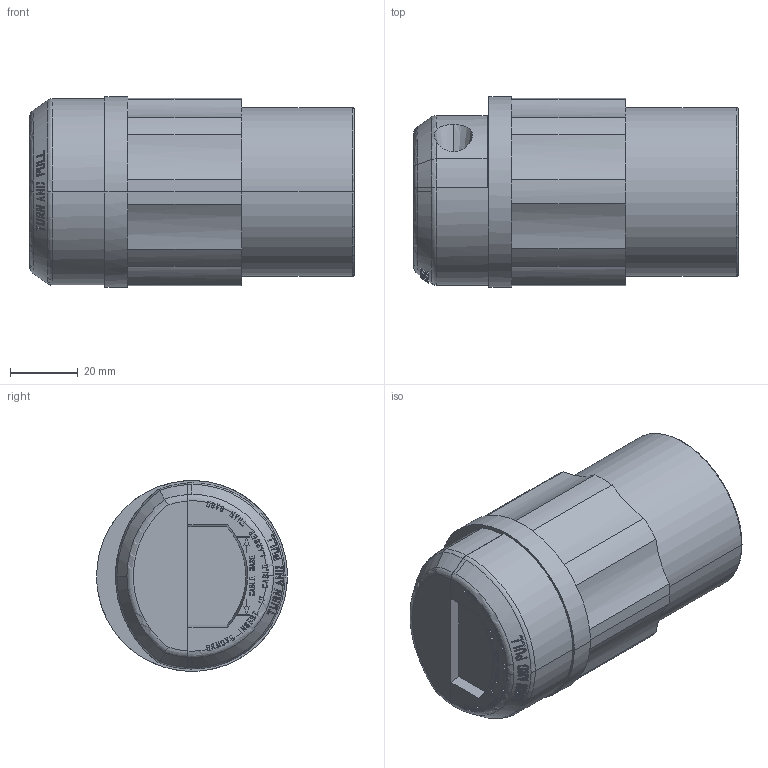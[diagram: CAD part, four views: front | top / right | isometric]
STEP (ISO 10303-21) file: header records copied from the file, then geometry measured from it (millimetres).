
FILE_DESCRIPTION (( 'STEP AP214' ), '1' );
FILE_NAME ('CATSTD-02713-000-M01.STEP', '2022-06-29T11:42:31', ( '' ), ( '' ), 'SwSTEP 2.0', 'SolidWorks 2020', '' );
FILE_SCHEMA (( 'AUTOMOTIVE_DESIGN' ));
Length unit declared in the file: inch
Products named in the file (1): CATSTD-02713-000-M01
Bounding box: 96.06 x 56.52 x 56.5 mm (x, y, z)
Surface area: 27410.1 mm2 (no closed solid volume)
Topology: 0 solids, 5 shells, 1241 faces, 3416 edges, 2277 vertices
Faces by surface type: plane 890, cylinder 284, cone 46, torus 18, bspline 3
Full cylindrical faces by diameter (mm): 5.74 x1, 5.791 x1
Entity records: 50877 total; most frequent: CARTESIAN_POINT 20923, ORIENTED_EDGE 6812, EDGE_CURVE 3414, B_SPLINE_CURVE_WITH_KNOTS 3410, DIRECTION 2486, VERTEX_POINT 2277, EDGE_LOOP 1341, AXIS2_PLACEMENT_3D 1243
